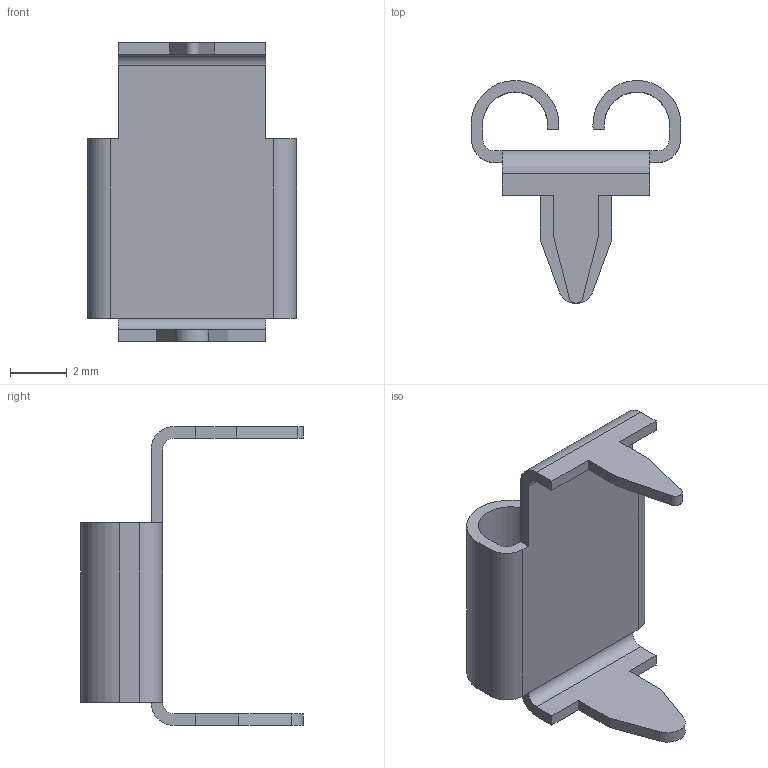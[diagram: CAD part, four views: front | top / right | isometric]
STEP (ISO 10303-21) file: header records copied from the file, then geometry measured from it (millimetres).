
FILE_DESCRIPTION (( 'STEP AP214' ), '1' );
FILE_NAME ('User Library-3547-1.STEP', '2019-05-05T21:55:25', ( '' ), ( '' ), 'SwSTEP 2.0', 'SolidWorks 2019', '' );
FILE_SCHEMA (( 'AUTOMOTIVE_DESIGN' ));
Length unit declared in the file: inch
Products named in the file (1): User Library-3547-1
Bounding box: 7.39 x 7.87 x 10.57 mm (x, y, z)
Volume: 63.1 mm3; surface area: 340 mm2
Topology: 1 solids, 1 shells, 48 faces, 134 edges, 88 vertices
Faces by surface type: plane 32, cylinder 16
Entity records: 1578 total; most frequent: CARTESIAN_POINT 271, ORIENTED_EDGE 268, DIRECTION 264, EDGE_CURVE 134, VECTOR 102, LINE 102, VERTEX_POINT 88, AXIS2_PLACEMENT_3D 81
